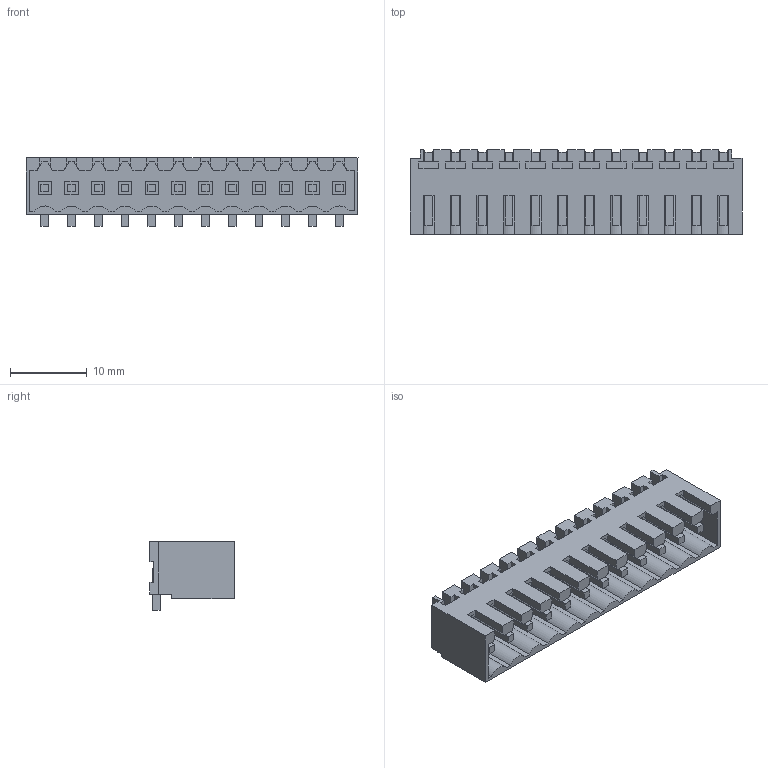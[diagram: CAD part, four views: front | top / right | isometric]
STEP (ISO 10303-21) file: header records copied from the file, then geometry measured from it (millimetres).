
FILE_DESCRIPTION(('CATIA V5 STEP Exchange','CAx-IF Rec.Pracs.--- Model Styling and Organization---1.2---2011-12-15'),'2;1');
FILE_NAME ('D1455626_0_1761642001_1761642001.stp','2018-03-10T13:26:34+00:00',('none'),('Weidmueller'),'CATIA Version 5-6 Release 2014','CATIA V5 STEP AP214','none');
FILE_SCHEMA(('AUTOMOTIVE_DESIGN { 1 0 10303 214 1 1 1 1 }'));
Length unit declared in the file: millimetre
Products named in the file (1): 1761642001
Bounding box: 43.4 x 11.05 x 8.95 mm (x, y, z)
Volume: 1442.6 mm3; surface area: 3984 mm2
Topology: 13 solids, 13 shells, 672 faces, 1977 edges, 1343 vertices
Faces by surface type: plane 660, cylinder 12
Entity records: 21102 total; most frequent: ORIENTED_EDGE 3954, CARTESIAN_POINT 3689, DIRECTION 2713, EDGE_CURVE 1977, VECTOR 1953, LINE 1953, VERTEX_POINT 1343, EDGE_LOOP 708
